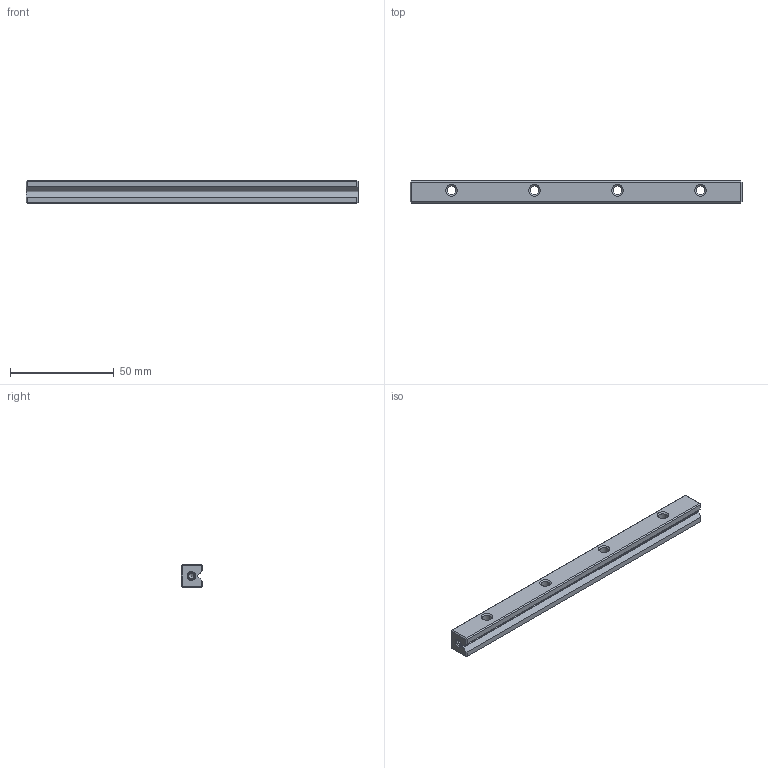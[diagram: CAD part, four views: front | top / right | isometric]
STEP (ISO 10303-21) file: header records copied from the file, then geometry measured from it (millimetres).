
FILE_DESCRIPTION(/* description */ (''),/* implementation_level */ '2;1');
FILE_NAME(/* name */ 'Rail RSDE-4160.stp',/* time_stamp */ '2024-11-12T08:23:46+01:00',/* author */ (''),/* organization */ (''),/* preprocessor_version */ 'ST-DEVELOPER v16.7',/* originating_system */ 'SIEMENS PLM Software NX 12.0',/* authorisation */ '');
FILE_SCHEMA (('AUTOMOTIVE_DESIGN { 1 0 10303 214 3 1 1 1 }'));
Length unit declared in the file: millimetre
Products named in the file (1): Rail RSDE-4160_step_stp
Bounding box: 160 x 10.6 x 11 mm (x, y, z)
Volume: 16293.3 mm3; surface area: 8196.3 mm2
Topology: 1 solids, 1 shells, 353 faces, 905 edges, 593 vertices
Faces by surface type: plane 238, bspline 90, cylinder 13, cone 12
Full cylindrical faces by diameter (mm): 2.6 x2, 3.2 x2, 4.2 x4, 7.5 x4
Entity records: 12920 total; most frequent: CARTESIAN_POINT 3058, ORIENTED_EDGE 1748, DIRECTION 1258, EDGE_CURVE 874, LINE 658, VECTOR 658, VERTEX_POINT 588, EDGE_LOOP 424
